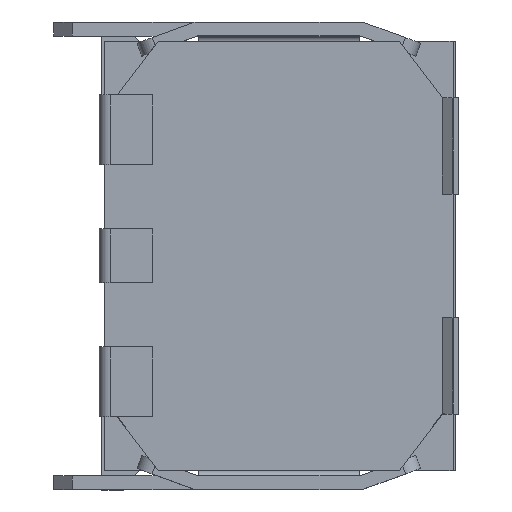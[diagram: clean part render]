
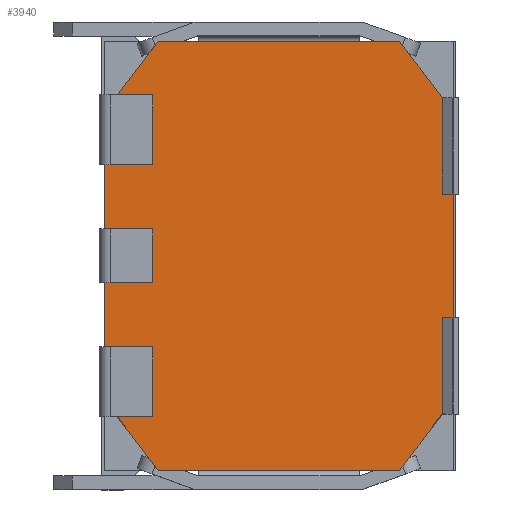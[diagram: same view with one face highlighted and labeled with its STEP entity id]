
A CAD part, top view. The second image highlights one B-rep face of the part: STEP entity #3940.
In plain terms, the highlighted planar face has unit normal (0, 0, 1).
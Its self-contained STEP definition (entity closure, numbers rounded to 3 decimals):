
#260=ORIENTED_EDGE('',*,*,#1416,.F.);
#261=ORIENTED_EDGE('',*,*,#1417,.T.);
#262=ORIENTED_EDGE('',*,*,#1418,.F.);
#263=ORIENTED_EDGE('',*,*,#1419,.T.);
#264=ORIENTED_EDGE('',*,*,#1420,.F.);
#265=ORIENTED_EDGE('',*,*,#1421,.T.);
#266=ORIENTED_EDGE('',*,*,#1387,.F.);
#267=ORIENTED_EDGE('',*,*,#1408,.T.);
#268=ORIENTED_EDGE('',*,*,#1422,.F.);
#269=ORIENTED_EDGE('',*,*,#1423,.F.);
#270=ORIENTED_EDGE('',*,*,#1424,.F.);
#271=ORIENTED_EDGE('',*,*,#1425,.T.);
#272=ORIENTED_EDGE('',*,*,#1426,.F.);
#273=ORIENTED_EDGE('',*,*,#1427,.T.);
#274=ORIENTED_EDGE('',*,*,#1428,.T.);
#275=ORIENTED_EDGE('',*,*,#1429,.T.);
#276=ORIENTED_EDGE('',*,*,#1430,.F.);
#277=ORIENTED_EDGE('',*,*,#1431,.T.);
#278=ORIENTED_EDGE('',*,*,#1432,.T.);
#279=ORIENTED_EDGE('',*,*,#1433,.T.);
#1387=EDGE_CURVE('',#1966,#1967,#2353,.T.);
#1408=EDGE_CURVE('',#1966,#1987,#2368,.T.);
#1416=EDGE_CURVE('',#1993,#1994,#2374,.T.);
#1417=EDGE_CURVE('',#1993,#1995,#2375,.T.);
#1418=EDGE_CURVE('',#1996,#1995,#2376,.T.);
#1419=EDGE_CURVE('',#1996,#1997,#2377,.T.);
#1420=EDGE_CURVE('',#1998,#1997,#2378,.T.);
#1421=EDGE_CURVE('',#1998,#1967,#2379,.T.);
#1422=EDGE_CURVE('',#1999,#1987,#2380,.T.);
#1423=EDGE_CURVE('',#2000,#1999,#2381,.T.);
#1424=EDGE_CURVE('',#2001,#2000,#2382,.T.);
#1425=EDGE_CURVE('',#2001,#2002,#2383,.T.);
#1426=EDGE_CURVE('',#2003,#2002,#2384,.T.);
#1427=EDGE_CURVE('',#2003,#2004,#2385,.T.);
#1428=EDGE_CURVE('',#2004,#2005,#2386,.T.);
#1429=EDGE_CURVE('',#2005,#2006,#2387,.T.);
#1430=EDGE_CURVE('',#2007,#2006,#2388,.T.);
#1431=EDGE_CURVE('',#2007,#2008,#2389,.T.);
#1432=EDGE_CURVE('',#2008,#2009,#2390,.T.);
#1433=EDGE_CURVE('',#2009,#1994,#2391,.T.);
#1966=VERTEX_POINT('',#5719);
#1967=VERTEX_POINT('',#5721);
#1987=VERTEX_POINT('',#5769);
#1993=VERTEX_POINT('',#5791);
#1994=VERTEX_POINT('',#5792);
#1995=VERTEX_POINT('',#5794);
#1996=VERTEX_POINT('',#5796);
#1997=VERTEX_POINT('',#5798);
#1998=VERTEX_POINT('',#5800);
#1999=VERTEX_POINT('',#5803);
#2000=VERTEX_POINT('',#5805);
#2001=VERTEX_POINT('',#5807);
#2002=VERTEX_POINT('',#5809);
#2003=VERTEX_POINT('',#5811);
#2004=VERTEX_POINT('',#5813);
#2005=VERTEX_POINT('',#5815);
#2006=VERTEX_POINT('',#5817);
#2007=VERTEX_POINT('',#5819);
#2008=VERTEX_POINT('',#5821);
#2009=VERTEX_POINT('',#5823);
#2353=LINE('',#5720,#2815);
#2368=LINE('',#5770,#2830);
#2374=LINE('',#5790,#2836);
#2375=LINE('',#5793,#2837);
#2376=LINE('',#5795,#2838);
#2377=LINE('',#5797,#2839);
#2378=LINE('',#5799,#2840);
#2379=LINE('',#5801,#2841);
#2380=LINE('',#5802,#2842);
#2381=LINE('',#5804,#2843);
#2382=LINE('',#5806,#2844);
#2383=LINE('',#5808,#2845);
#2384=LINE('',#5810,#2846);
#2385=LINE('',#5812,#2847);
#2386=LINE('',#5814,#2848);
#2387=LINE('',#5816,#2849);
#2388=LINE('',#5818,#2850);
#2389=LINE('',#5820,#2851);
#2390=LINE('',#5822,#2852);
#2391=LINE('',#5824,#2853);
#2815=VECTOR('',#4582,1000.);
#2830=VECTOR('',#4609,1000.);
#2836=VECTOR('',#4617,1000.);
#2837=VECTOR('',#4618,1000.);
#2838=VECTOR('',#4619,1000.);
#2839=VECTOR('',#4620,1000.);
#2840=VECTOR('',#4621,1000.);
#2841=VECTOR('',#4622,1000.);
#2842=VECTOR('',#4623,1000.);
#2843=VECTOR('',#4624,1000.);
#2844=VECTOR('',#4625,1000.);
#2845=VECTOR('',#4626,1000.);
#2846=VECTOR('',#4627,1000.);
#2847=VECTOR('',#4628,1000.);
#2848=VECTOR('',#4629,1000.);
#2849=VECTOR('',#4630,1000.);
#2850=VECTOR('',#4631,1000.);
#2851=VECTOR('',#4632,1000.);
#2852=VECTOR('',#4633,1000.);
#2853=VECTOR('',#4634,1000.);
#3279=EDGE_LOOP('',(#260,#261,#262,#263,#264,#265,#266,#267,#268,#269,#270,
#271,#272,#273,#274,#275,#276,#277,#278,#279));
#3527=FACE_BOUND('',#3279,.T.);
#3775=PLANE('',#4247);
#3940=ADVANCED_FACE('',(#3527),#3775,.T.);
#4247=AXIS2_PLACEMENT_3D('',#5789,#4615,#4616);
#4582=DIRECTION('',(-1.,0.,0.));
#4609=DIRECTION('',(0.,1.,0.));
#4615=DIRECTION('',(0.,0.,1.));
#4616=DIRECTION('',(1.,0.,0.));
#4617=DIRECTION('',(-1.,0.,0.));
#4618=DIRECTION('',(0.,-1.,0.));
#4619=DIRECTION('',(-0.606,0.795,0.));
#4620=DIRECTION('',(1.,0.,0.));
#4621=DIRECTION('',(-0.606,-0.795,0.));
#4622=DIRECTION('',(0.,1.,0.));
#4623=DIRECTION('',(1.,0.,0.));
#4624=DIRECTION('',(0.,-1.,0.));
#4625=DIRECTION('',(0.606,-0.795,0.));
#4626=DIRECTION('',(-1.,0.,0.));
#4627=DIRECTION('',(0.606,0.795,0.));
#4628=DIRECTION('',(0.,-1.,0.));
#4629=DIRECTION('',(-1.,0.,0.));
#4630=DIRECTION('',(0.,-1.,0.));
#4631=DIRECTION('',(-1.,0.,0.));
#4632=DIRECTION('',(0.,-1.,0.));
#4633=DIRECTION('',(-1.,0.,0.));
#4634=DIRECTION('',(0.,-1.,0.));
#5719=CARTESIAN_POINT('',(1.625,-0.575,2.41));
#5720=CARTESIAN_POINT('',(1.625,-0.575,2.41));
#5721=CARTESIAN_POINT('',(1.525,-0.575,2.41));
#5769=CARTESIAN_POINT('',(1.625,0.575,2.41));
#5770=CARTESIAN_POINT('',(1.625,-2.,2.41));
#5789=CARTESIAN_POINT('',(-1.625,-2.,2.41));
#5790=CARTESIAN_POINT('',(-1.575,-0.85,2.41));
#5791=CARTESIAN_POINT('',(-1.575,-0.85,2.41));
#5792=CARTESIAN_POINT('',(-1.625,-0.85,2.41));
#5793=CARTESIAN_POINT('',(-1.575,-0.85,2.41));
#5794=CARTESIAN_POINT('',(-1.575,-1.409,2.41));
#5795=CARTESIAN_POINT('',(-1.125,-2.,2.41));
#5796=CARTESIAN_POINT('',(-1.125,-2.,2.41));
#5797=CARTESIAN_POINT('',(-1.625,-2.,2.41));
#5798=CARTESIAN_POINT('',(1.125,-2.,2.41));
#5799=CARTESIAN_POINT('',(1.525,-1.475,2.41));
#5800=CARTESIAN_POINT('',(1.525,-1.475,2.41));
#5801=CARTESIAN_POINT('',(1.525,-1.475,2.41));
#5802=CARTESIAN_POINT('',(1.525,0.575,2.41));
#5803=CARTESIAN_POINT('',(1.525,0.575,2.41));
#5804=CARTESIAN_POINT('',(1.525,1.475,2.41));
#5805=CARTESIAN_POINT('',(1.525,1.475,2.41));
#5806=CARTESIAN_POINT('',(1.125,2.,2.41));
#5807=CARTESIAN_POINT('',(1.125,2.,2.41));
#5808=CARTESIAN_POINT('',(1.625,2.,2.41));
#5809=CARTESIAN_POINT('',(-1.125,2.,2.41));
#5810=CARTESIAN_POINT('',(-1.525,1.475,2.41));
#5811=CARTESIAN_POINT('',(-1.575,1.409,2.41));
#5812=CARTESIAN_POINT('',(-1.575,1.5,2.41));
#5813=CARTESIAN_POINT('',(-1.575,0.85,2.41));
#5814=CARTESIAN_POINT('',(-1.575,0.85,2.41));
#5815=CARTESIAN_POINT('',(-1.625,0.85,2.41));
#5816=CARTESIAN_POINT('',(-1.625,2.,2.41));
#5817=CARTESIAN_POINT('',(-1.625,0.25,2.41));
#5818=CARTESIAN_POINT('',(-1.575,0.25,2.41));
#5819=CARTESIAN_POINT('',(-1.575,0.25,2.41));
#5820=CARTESIAN_POINT('',(-1.575,0.25,2.41));
#5821=CARTESIAN_POINT('',(-1.575,-0.25,2.41));
#5822=CARTESIAN_POINT('',(-1.575,-0.25,2.41));
#5823=CARTESIAN_POINT('',(-1.625,-0.25,2.41));
#5824=CARTESIAN_POINT('',(-1.625,2.,2.41));
